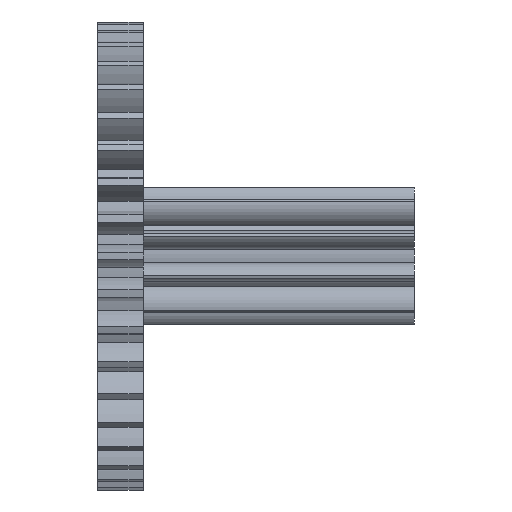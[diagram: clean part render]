
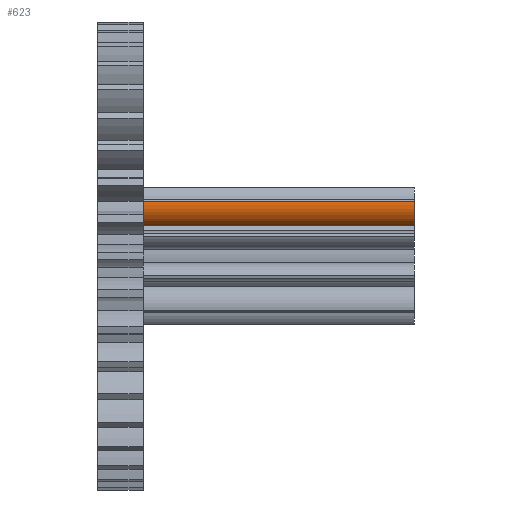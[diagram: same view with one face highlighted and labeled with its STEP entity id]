
A CAD part, front view. The second image highlights one B-rep face of the part: STEP entity #623.
In plain terms, the highlighted cylindrical face has radius 0.5 mm (diameter 1 mm), a partial arc.
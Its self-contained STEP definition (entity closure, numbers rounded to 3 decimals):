
#9 = DIRECTION ( 'NONE',  ( 0., 0., 1. ) ) ;
#221 = CIRCLE ( 'NONE', #716, 0.5 ) ;
#269 = VECTOR ( 'NONE', #3483, 1000. ) ;
#389 = EDGE_CURVE ( 'NONE', #1351, #1276, #3813, .T. ) ;
#423 = ORIENTED_EDGE ( 'NONE', *, *, #389, .F. ) ;
#586 = DIRECTION ( 'NONE',  ( 1., 0., 0. ) ) ;
#623 = ADVANCED_FACE ( 'NONE', ( #975 ), #1315, .T. ) ;
#716 = AXIS2_PLACEMENT_3D ( 'NONE', #2282, #586, #9 ) ;
#963 = EDGE_CURVE ( 'NONE', #5005, #1351, #221, .T. ) ;
#975 = FACE_OUTER_BOUND ( 'NONE', #4910, .T. ) ;
#1276 = VERTEX_POINT ( 'NONE', #2439 ) ;
#1315 = CYLINDRICAL_SURFACE ( 'NONE', #1564, 0.5 ) ;
#1351 = VERTEX_POINT ( 'NONE', #1495 ) ;
#1495 = CARTESIAN_POINT ( 'NONE',  ( 6.939, -0.662, 0.662 ) ) ;
#1564 = AXIS2_PLACEMENT_3D ( 'NONE', #5333, #3110, #3087 ) ;
#1723 = ORIENTED_EDGE ( 'NONE', *, *, #4932, .T. ) ;
#1776 = ORIENTED_EDGE ( 'NONE', *, *, #2174, .T. ) ;
#1946 = VECTOR ( 'NONE', #2237, 1000. ) ;
#2011 = AXIS2_PLACEMENT_3D ( 'NONE', #4350, #4858, #2035 ) ;
#2035 = DIRECTION ( 'NONE',  ( 0., 0., 1. ) ) ;
#2174 = EDGE_CURVE ( 'NONE', #6322, #1276, #2569, .T. ) ;
#2237 = DIRECTION ( 'NONE',  ( -1., 0., 0. ) ) ;
#2282 = CARTESIAN_POINT ( 'NONE',  ( 6.939, -0.417, 1.098 ) ) ;
#2399 = CARTESIAN_POINT ( 'NONE',  ( 6.939, -0.908, 1.194 ) ) ;
#2439 = CARTESIAN_POINT ( 'NONE',  ( 1., -0.662, 0.662 ) ) ;
#2569 = CIRCLE ( 'NONE', #2011, 0.5 ) ;
#2852 = CARTESIAN_POINT ( 'NONE',  ( 6.939, -0.908, 1.194 ) ) ;
#3087 = DIRECTION ( 'NONE',  ( 0., 0., 1. ) ) ;
#3110 = DIRECTION ( 'NONE',  ( -1., 0., 0. ) ) ;
#3483 = DIRECTION ( 'NONE',  ( -1., 0., 0. ) ) ;
#3813 = LINE ( 'NONE', #4927, #269 ) ;
#4350 = CARTESIAN_POINT ( 'NONE',  ( 1., -0.417, 1.098 ) ) ;
#4451 = ORIENTED_EDGE ( 'NONE', *, *, #963, .F. ) ;
#4858 = DIRECTION ( 'NONE',  ( 1., 0., 0. ) ) ;
#4910 = EDGE_LOOP ( 'NONE', ( #1776, #423, #4451, #1723 ) ) ;
#4927 = CARTESIAN_POINT ( 'NONE',  ( 6.939, -0.662, 0.662 ) ) ;
#4932 = EDGE_CURVE ( 'NONE', #5005, #6322, #5734, .T. ) ;
#5005 = VERTEX_POINT ( 'NONE', #2399 ) ;
#5192 = CARTESIAN_POINT ( 'NONE',  ( 1., -0.908, 1.194 ) ) ;
#5333 = CARTESIAN_POINT ( 'NONE',  ( 6.939, -0.417, 1.098 ) ) ;
#5734 = LINE ( 'NONE', #2852, #1946 ) ;
#6322 = VERTEX_POINT ( 'NONE', #5192 ) ;
